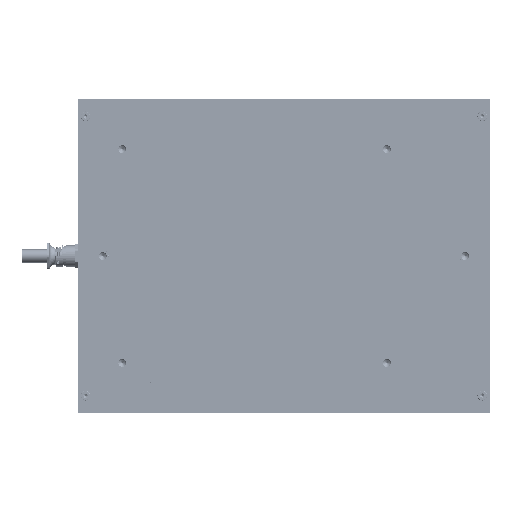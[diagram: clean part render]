
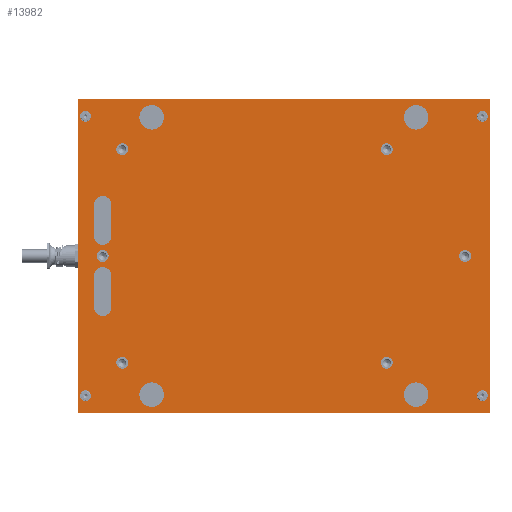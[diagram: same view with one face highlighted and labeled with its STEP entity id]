
A CAD part, top view. The second image highlights one B-rep face of the part: STEP entity #13982.
In plain terms, the highlighted planar face has unit normal (0, 0, 1).
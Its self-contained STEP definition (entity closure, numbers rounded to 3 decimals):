
#3315=FACE_BOUND('',#5105,.T.);
#3316=FACE_BOUND('',#5106,.T.);
#3317=FACE_BOUND('',#5107,.T.);
#3318=FACE_BOUND('',#5108,.T.);
#3319=FACE_BOUND('',#5109,.T.);
#3320=FACE_BOUND('',#5110,.T.);
#3321=FACE_BOUND('',#5111,.T.);
#3322=FACE_BOUND('',#5112,.T.);
#3323=FACE_BOUND('',#5113,.T.);
#3324=FACE_BOUND('',#5114,.T.);
#3325=FACE_BOUND('',#5115,.T.);
#3326=FACE_BOUND('',#5116,.T.);
#3327=FACE_BOUND('',#5117,.T.);
#3328=FACE_BOUND('',#5118,.T.);
#3329=FACE_BOUND('',#5119,.T.);
#3330=FACE_BOUND('',#5120,.T.);
#3661=PLANE('',#16264);
#4415=FACE_OUTER_BOUND('',#5104,.T.);
#5104=EDGE_LOOP('',(#11789,#11790,#11791,#11792));
#5105=EDGE_LOOP('',(#11793));
#5106=EDGE_LOOP('',(#11794));
#5107=EDGE_LOOP('',(#11795));
#5108=EDGE_LOOP('',(#11796));
#5109=EDGE_LOOP('',(#11797));
#5110=EDGE_LOOP('',(#11798));
#5111=EDGE_LOOP('',(#11799));
#5112=EDGE_LOOP('',(#11800));
#5113=EDGE_LOOP('',(#11801));
#5114=EDGE_LOOP('',(#11802));
#5115=EDGE_LOOP('',(#11803));
#5116=EDGE_LOOP('',(#11804));
#5117=EDGE_LOOP('',(#11805,#11806,#11807,#11808));
#5118=EDGE_LOOP('',(#11809,#11810,#11811,#11812));
#5119=EDGE_LOOP('',(#11813));
#5120=EDGE_LOOP('',(#11814));
#5864=LINE('',#23499,#6892);
#5867=LINE('',#23508,#6895);
#5875=LINE('',#23538,#6903);
#5879=LINE('',#23548,#6907);
#5882=LINE('',#23564,#6910);
#5886=LINE('',#23572,#6914);
#5889=LINE('',#23578,#6917);
#5892=LINE('',#23583,#6920);
#6892=VECTOR('',#19487,10.);
#6895=VECTOR('',#19498,10.);
#6903=VECTOR('',#19530,10.);
#6907=VECTOR('',#19542,10.);
#6910=VECTOR('',#19559,10.);
#6914=VECTOR('',#19565,10.);
#6917=VECTOR('',#19570,10.);
#6920=VECTOR('',#19575,10.);
#7735=CIRCLE('',#16183,12.5);
#7737=CIRCLE('',#16187,12.5);
#7739=CIRCLE('',#16191,12.5);
#7741=CIRCLE('',#16195,12.5);
#7743=CIRCLE('',#16199,5.5);
#7746=CIRCLE('',#16204,5.5);
#7749=CIRCLE('',#16209,5.5);
#7752=CIRCLE('',#16214,5.5);
#7755=CIRCLE('',#16219,6.05);
#7757=CIRCLE('',#16222,6.05);
#7759=CIRCLE('',#16225,6.05);
#7761=CIRCLE('',#16228,6.05);
#7764=CIRCLE('',#16232,8.75);
#7766=CIRCLE('',#16236,8.75);
#7772=CIRCLE('',#16248,8.75);
#7774=CIRCLE('',#16252,8.75);
#7775=CIRCLE('',#16255,6.05);
#7777=CIRCLE('',#16258,6.05);
#8205=VERTEX_POINT('',#23398);
#8207=VERTEX_POINT('',#23405);
#8209=VERTEX_POINT('',#23412);
#8211=VERTEX_POINT('',#23419);
#8213=VERTEX_POINT('',#23426);
#8216=VERTEX_POINT('',#23435);
#8219=VERTEX_POINT('',#23444);
#8222=VERTEX_POINT('',#23453);
#8225=VERTEX_POINT('',#23462);
#8227=VERTEX_POINT('',#23468);
#8229=VERTEX_POINT('',#23474);
#8231=VERTEX_POINT('',#23480);
#8235=VERTEX_POINT('',#23489);
#8236=VERTEX_POINT('',#23491);
#8238=VERTEX_POINT('',#23497);
#8240=VERTEX_POINT('',#23503);
#8247=VERTEX_POINT('',#23529);
#8248=VERTEX_POINT('',#23531);
#8250=VERTEX_POINT('',#23537);
#8252=VERTEX_POINT('',#23543);
#8253=VERTEX_POINT('',#23550);
#8255=VERTEX_POINT('',#23556);
#8257=VERTEX_POINT('',#23562);
#8258=VERTEX_POINT('',#23563);
#8261=VERTEX_POINT('',#23571);
#8263=VERTEX_POINT('',#23577);
#9462=EDGE_CURVE('',#8205,#8205,#7735,.T.);
#9465=EDGE_CURVE('',#8207,#8207,#7737,.T.);
#9468=EDGE_CURVE('',#8209,#8209,#7739,.T.);
#9471=EDGE_CURVE('',#8211,#8211,#7741,.T.);
#9474=EDGE_CURVE('',#8213,#8213,#7743,.T.);
#9478=EDGE_CURVE('',#8216,#8216,#7746,.T.);
#9482=EDGE_CURVE('',#8219,#8219,#7749,.T.);
#9486=EDGE_CURVE('',#8222,#8222,#7752,.T.);
#9490=EDGE_CURVE('',#8225,#8225,#7755,.T.);
#9493=EDGE_CURVE('',#8227,#8227,#7757,.T.);
#9496=EDGE_CURVE('',#8229,#8229,#7759,.T.);
#9499=EDGE_CURVE('',#8231,#8231,#7761,.T.);
#9504=EDGE_CURVE('',#8236,#8235,#7764,.T.);
#9508=EDGE_CURVE('',#8235,#8238,#5864,.T.);
#9511=EDGE_CURVE('',#8238,#8240,#7766,.T.);
#9513=EDGE_CURVE('',#8240,#8236,#5867,.T.);
#9524=EDGE_CURVE('',#8248,#8247,#7772,.T.);
#9527=EDGE_CURVE('',#8250,#8248,#5875,.T.);
#9530=EDGE_CURVE('',#8252,#8250,#7774,.T.);
#9533=EDGE_CURVE('',#8247,#8252,#5879,.T.);
#9534=EDGE_CURVE('',#8253,#8253,#7775,.T.);
#9537=EDGE_CURVE('',#8255,#8255,#7777,.T.);
#9540=EDGE_CURVE('',#8257,#8258,#5882,.T.);
#9544=EDGE_CURVE('',#8258,#8261,#5886,.T.);
#9547=EDGE_CURVE('',#8261,#8263,#5889,.T.);
#9550=EDGE_CURVE('',#8263,#8257,#5892,.T.);
#11789=ORIENTED_EDGE('',*,*,#9540,.F.);
#11790=ORIENTED_EDGE('',*,*,#9550,.F.);
#11791=ORIENTED_EDGE('',*,*,#9547,.F.);
#11792=ORIENTED_EDGE('',*,*,#9544,.F.);
#11793=ORIENTED_EDGE('',*,*,#9462,.T.);
#11794=ORIENTED_EDGE('',*,*,#9465,.T.);
#11795=ORIENTED_EDGE('',*,*,#9468,.T.);
#11796=ORIENTED_EDGE('',*,*,#9471,.T.);
#11797=ORIENTED_EDGE('',*,*,#9474,.T.);
#11798=ORIENTED_EDGE('',*,*,#9478,.T.);
#11799=ORIENTED_EDGE('',*,*,#9482,.T.);
#11800=ORIENTED_EDGE('',*,*,#9486,.T.);
#11801=ORIENTED_EDGE('',*,*,#9490,.T.);
#11802=ORIENTED_EDGE('',*,*,#9493,.T.);
#11803=ORIENTED_EDGE('',*,*,#9496,.T.);
#11804=ORIENTED_EDGE('',*,*,#9499,.T.);
#11805=ORIENTED_EDGE('',*,*,#9504,.T.);
#11806=ORIENTED_EDGE('',*,*,#9508,.T.);
#11807=ORIENTED_EDGE('',*,*,#9511,.T.);
#11808=ORIENTED_EDGE('',*,*,#9513,.T.);
#11809=ORIENTED_EDGE('',*,*,#9530,.T.);
#11810=ORIENTED_EDGE('',*,*,#9527,.T.);
#11811=ORIENTED_EDGE('',*,*,#9524,.T.);
#11812=ORIENTED_EDGE('',*,*,#9533,.T.);
#11813=ORIENTED_EDGE('',*,*,#9534,.T.);
#11814=ORIENTED_EDGE('',*,*,#9537,.T.);
#13982=ADVANCED_FACE('',(#4415,#3315,#3316,#3317,#3318,#3319,#3320,#3321,
#3322,#3323,#3324,#3325,#3326,#3327,#3328,#3329,#3330),#3661,.T.);
#16183=AXIS2_PLACEMENT_3D('',#23399,#19369,#19370);
#16187=AXIS2_PLACEMENT_3D('',#23406,#19378,#19379);
#16191=AXIS2_PLACEMENT_3D('',#23413,#19387,#19388);
#16195=AXIS2_PLACEMENT_3D('',#23420,#19396,#19397);
#16199=AXIS2_PLACEMENT_3D('',#23427,#19405,#19406);
#16204=AXIS2_PLACEMENT_3D('',#23436,#19416,#19417);
#16209=AXIS2_PLACEMENT_3D('',#23445,#19427,#19428);
#16214=AXIS2_PLACEMENT_3D('',#23454,#19438,#19439);
#16219=AXIS2_PLACEMENT_3D('',#23463,#19449,#19450);
#16222=AXIS2_PLACEMENT_3D('',#23469,#19456,#19457);
#16225=AXIS2_PLACEMENT_3D('',#23475,#19463,#19464);
#16228=AXIS2_PLACEMENT_3D('',#23481,#19470,#19471);
#16232=AXIS2_PLACEMENT_3D('',#23492,#19480,#19481);
#16236=AXIS2_PLACEMENT_3D('',#23505,#19493,#19494);
#16248=AXIS2_PLACEMENT_3D('',#23532,#19524,#19525);
#16252=AXIS2_PLACEMENT_3D('',#23544,#19536,#19537);
#16255=AXIS2_PLACEMENT_3D('',#23551,#19545,#19546);
#16258=AXIS2_PLACEMENT_3D('',#23557,#19552,#19553);
#16264=AXIS2_PLACEMENT_3D('',#23585,#19577,#19578);
#19369=DIRECTION('center_axis',(0.,0.,-1.));
#19370=DIRECTION('ref_axis',(1.,0.,0.));
#19378=DIRECTION('center_axis',(0.,0.,-1.));
#19379=DIRECTION('ref_axis',(1.,0.,0.));
#19387=DIRECTION('center_axis',(0.,0.,-1.));
#19388=DIRECTION('ref_axis',(1.,0.,0.));
#19396=DIRECTION('center_axis',(0.,0.,-1.));
#19397=DIRECTION('ref_axis',(1.,0.,0.));
#19405=DIRECTION('center_axis',(0.,0.,-1.));
#19406=DIRECTION('ref_axis',(1.,0.,0.));
#19416=DIRECTION('center_axis',(0.,0.,-1.));
#19417=DIRECTION('ref_axis',(1.,0.,0.));
#19427=DIRECTION('center_axis',(0.,0.,-1.));
#19428=DIRECTION('ref_axis',(1.,0.,0.));
#19438=DIRECTION('center_axis',(0.,0.,-1.));
#19439=DIRECTION('ref_axis',(1.,0.,0.));
#19449=DIRECTION('center_axis',(0.,0.,-1.));
#19450=DIRECTION('ref_axis',(1.,0.,0.));
#19456=DIRECTION('center_axis',(0.,0.,-1.));
#19457=DIRECTION('ref_axis',(1.,0.,0.));
#19463=DIRECTION('center_axis',(0.,0.,-1.));
#19464=DIRECTION('ref_axis',(1.,0.,0.));
#19470=DIRECTION('center_axis',(0.,0.,-1.));
#19471=DIRECTION('ref_axis',(1.,0.,0.));
#19480=DIRECTION('center_axis',(0.,0.,-1.));
#19481=DIRECTION('ref_axis',(1.,0.,0.));
#19487=DIRECTION('',(0.,1.,0.));
#19493=DIRECTION('center_axis',(0.,0.,-1.));
#19494=DIRECTION('ref_axis',(-1.,0.,0.));
#19498=DIRECTION('',(0.,-1.,0.));
#19524=DIRECTION('center_axis',(0.,0.,-1.));
#19525=DIRECTION('ref_axis',(1.,0.,0.));
#19530=DIRECTION('',(0.,1.,0.));
#19536=DIRECTION('center_axis',(0.,0.,-1.));
#19537=DIRECTION('ref_axis',(-1.,0.,0.));
#19542=DIRECTION('',(0.,-1.,0.));
#19545=DIRECTION('center_axis',(0.,0.,-1.));
#19546=DIRECTION('ref_axis',(1.,0.,0.));
#19552=DIRECTION('center_axis',(0.,0.,-1.));
#19553=DIRECTION('ref_axis',(1.,0.,0.));
#19559=DIRECTION('',(0.,-1.,0.));
#19565=DIRECTION('',(-1.,0.,0.));
#19570=DIRECTION('',(0.,1.,0.));
#19575=DIRECTION('',(1.,0.,0.));
#19577=DIRECTION('center_axis',(0.,0.,1.));
#19578=DIRECTION('ref_axis',(1.,0.,0.));
#23398=CARTESIAN_POINT('',(-147.5,-141.5,8.));
#23399=CARTESIAN_POINT('Origin',(-135.,-141.5,8.));
#23405=CARTESIAN_POINT('',(-147.5,141.5,8.));
#23406=CARTESIAN_POINT('Origin',(-135.,141.5,8.));
#23412=CARTESIAN_POINT('',(122.5,141.5,8.));
#23413=CARTESIAN_POINT('Origin',(135.,141.5,8.));
#23419=CARTESIAN_POINT('',(122.5,-141.5,8.));
#23420=CARTESIAN_POINT('Origin',(135.,-141.5,8.));
#23426=CARTESIAN_POINT('',(-208.,142.5,8.));
#23427=CARTESIAN_POINT('Origin',(-202.5,142.5,8.));
#23435=CARTESIAN_POINT('',(-208.,-142.5,8.));
#23436=CARTESIAN_POINT('Origin',(-202.5,-142.5,8.));
#23444=CARTESIAN_POINT('',(197.,-142.5,8.));
#23445=CARTESIAN_POINT('Origin',(202.5,-142.5,8.));
#23453=CARTESIAN_POINT('',(197.,142.5,8.));
#23454=CARTESIAN_POINT('Origin',(202.5,142.5,8.));
#23462=CARTESIAN_POINT('',(98.95,-109.,8.));
#23463=CARTESIAN_POINT('Origin',(105.,-109.,8.));
#23468=CARTESIAN_POINT('',(-171.05,109.,8.));
#23469=CARTESIAN_POINT('Origin',(-165.,109.,8.));
#23474=CARTESIAN_POINT('',(-171.05,-109.,8.));
#23475=CARTESIAN_POINT('Origin',(-165.,-109.,8.));
#23480=CARTESIAN_POINT('',(98.95,109.,8.));
#23481=CARTESIAN_POINT('Origin',(105.,109.,8.));
#23489=CARTESIAN_POINT('',(-193.75,-52.5,8.));
#23491=CARTESIAN_POINT('',(-176.25,-52.5,8.));
#23492=CARTESIAN_POINT('Origin',(-185.,-52.5,8.));
#23497=CARTESIAN_POINT('',(-193.75,-20.,8.));
#23499=CARTESIAN_POINT('',(-193.75,-26.25,8.));
#23503=CARTESIAN_POINT('',(-176.25,-20.,8.));
#23505=CARTESIAN_POINT('Origin',(-185.,-20.,8.));
#23508=CARTESIAN_POINT('',(-176.25,-10.,8.));
#23529=CARTESIAN_POINT('',(-176.25,52.5,8.));
#23531=CARTESIAN_POINT('',(-193.75,52.5,8.));
#23532=CARTESIAN_POINT('Origin',(-185.,52.5,8.));
#23537=CARTESIAN_POINT('',(-193.75,20.,8.));
#23538=CARTESIAN_POINT('',(-193.75,26.25,8.));
#23543=CARTESIAN_POINT('',(-176.25,20.,8.));
#23544=CARTESIAN_POINT('Origin',(-185.,20.,8.));
#23548=CARTESIAN_POINT('',(-176.25,10.,8.));
#23550=CARTESIAN_POINT('',(-191.05,0.,8.));
#23551=CARTESIAN_POINT('Origin',(-185.,0.,8.));
#23556=CARTESIAN_POINT('',(178.95,0.,8.));
#23557=CARTESIAN_POINT('Origin',(185.,0.,8.));
#23562=CARTESIAN_POINT('',(210.,160.,8.));
#23563=CARTESIAN_POINT('',(210.,-160.,8.));
#23564=CARTESIAN_POINT('',(210.,160.,8.));
#23571=CARTESIAN_POINT('',(-210.,-160.,8.));
#23572=CARTESIAN_POINT('',(210.,-160.,8.));
#23577=CARTESIAN_POINT('',(-210.,160.,8.));
#23578=CARTESIAN_POINT('',(-210.,-160.,8.));
#23583=CARTESIAN_POINT('',(-210.,160.,8.));
#23585=CARTESIAN_POINT('Origin',(0.,0.,8.));
